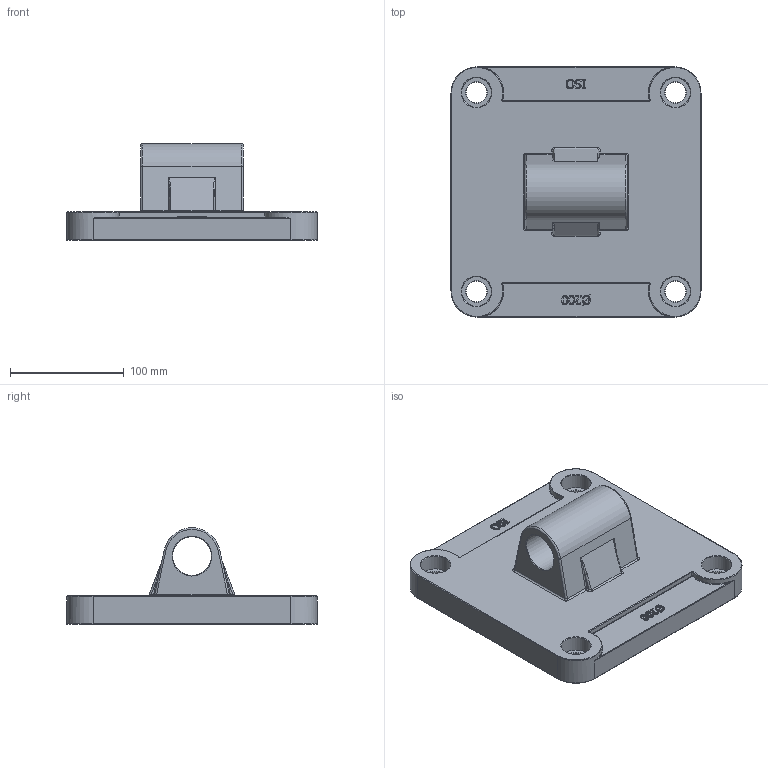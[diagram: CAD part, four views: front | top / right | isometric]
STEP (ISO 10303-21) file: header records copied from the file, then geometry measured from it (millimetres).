
FILE_DESCRIPTION((''),'2;1');
FILE_NAME('CMI200.stp','2014-12-18T16:23:21',('carlo.corazza'),(''),'Autodesk Inventor 2012','Autodesk Inventor 2012','');
FILE_SCHEMA(('AUTOMOTIVE_DESIGN { 1 0 10303 214 1 1 1 1 }'));
Length unit declared in the file: millimetre
Products named in the file (1): CMI200
Bounding box: 220 x 220 x 85 mm (x, y, z)
Volume: 1225947.2 mm3; surface area: 147822.9 mm2
Topology: 1 solids, 1 shells, 509 faces, 1202 edges, 713 vertices
Faces by surface type: torus 130, bspline 105, cylinder 104, plane 99, cone 71
Full cylindrical faces by diameter (mm): 18 x4, 26 x4, 34 x1, 75 x1
Entity records: 15765 total; most frequent: CARTESIAN_POINT 4398, DIRECTION 2384, ORIENTED_EDGE 2338, EDGE_CURVE 1169, AXIS2_PLACEMENT_3D 974, VERTEX_POINT 713, EDGE_LOOP 570, CIRCLE 529
